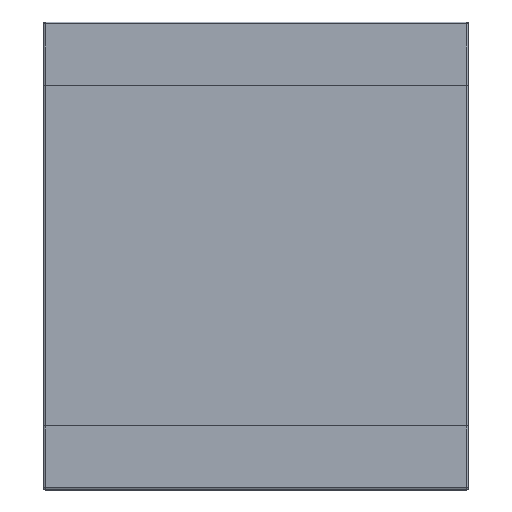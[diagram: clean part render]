
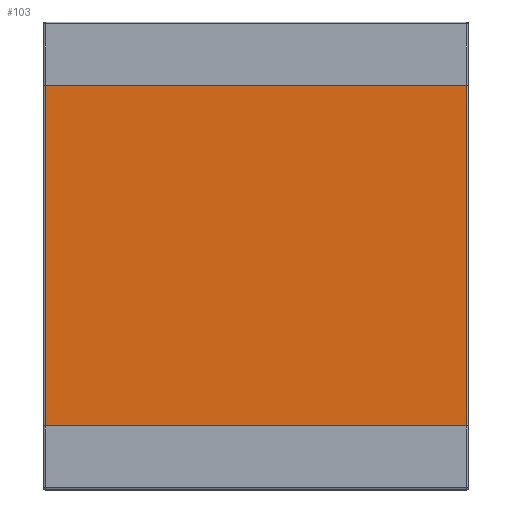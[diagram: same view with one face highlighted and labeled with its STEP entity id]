
A CAD part, top view. The second image highlights one B-rep face of the part: STEP entity #103.
In plain terms, the highlighted planar face has unit normal (0, 0, 1).
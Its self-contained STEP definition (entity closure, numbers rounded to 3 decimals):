
#103 = ADVANCED_FACE( '', ( #198 ), #199, .T. );
#198 = FACE_OUTER_BOUND( '', #296, .T. );
#199 = PLANE( '', #297 );
#296 = EDGE_LOOP( '', ( #382, #383, #384, #385 ) );
#297 = AXIS2_PLACEMENT_3D( '', #386, #387, #388 );
#382 = ORIENTED_EDGE( '', *, *, #615, .T. );
#383 = ORIENTED_EDGE( '', *, *, #616, .T. );
#384 = ORIENTED_EDGE( '', *, *, #617, .T. );
#385 = ORIENTED_EDGE( '', *, *, #618, .T. );
#386 = CARTESIAN_POINT( '', ( -2.54, -2.035, 1.6 ) );
#387 = DIRECTION( '', ( 0., 0., 1. ) );
#388 = DIRECTION( '', ( 1., 0., 0. ) );
#615 = EDGE_CURVE( '', #703, #704, #705, .T. );
#616 = EDGE_CURVE( '', #704, #706, #707, .T. );
#617 = EDGE_CURVE( '', #706, #708, #709, .T. );
#618 = EDGE_CURVE( '', #708, #703, #710, .T. );
#703 = VERTEX_POINT( '', #827 );
#704 = VERTEX_POINT( '', #828 );
#705 = LINE( '', #829, #830 );
#706 = VERTEX_POINT( '', #831 );
#707 = LINE( '', #832, #833 );
#708 = VERTEX_POINT( '', #834 );
#709 = LINE( '', #835, #836 );
#710 = LINE( '', #837, #838 );
#827 = CARTESIAN_POINT( '', ( 2.52, 2.035, 1.6 ) );
#828 = CARTESIAN_POINT( '', ( -2.52, 2.035, 1.6 ) );
#829 = CARTESIAN_POINT( '', ( 2.54, 2.035, 1.6 ) );
#830 = VECTOR( '', #986, 1000. );
#831 = CARTESIAN_POINT( '', ( -2.52, -2.035, 1.6 ) );
#832 = CARTESIAN_POINT( '', ( -2.52, -2.035, 1.6 ) );
#833 = VECTOR( '', #987, 1000. );
#834 = CARTESIAN_POINT( '', ( 2.52, -2.035, 1.6 ) );
#835 = CARTESIAN_POINT( '', ( -2.54, -2.035, 1.6 ) );
#836 = VECTOR( '', #988, 1000. );
#837 = CARTESIAN_POINT( '', ( 2.52, 2.035, 1.6 ) );
#838 = VECTOR( '', #989, 1000. );
#986 = DIRECTION( '', ( -1., 0., 0. ) );
#987 = DIRECTION( '', ( 0., -1., 0. ) );
#988 = DIRECTION( '', ( 1., 0., 0. ) );
#989 = DIRECTION( '', ( 0., 1., 0. ) );
